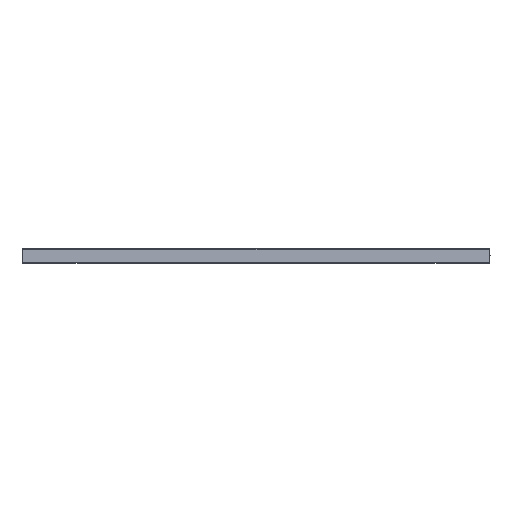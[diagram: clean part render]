
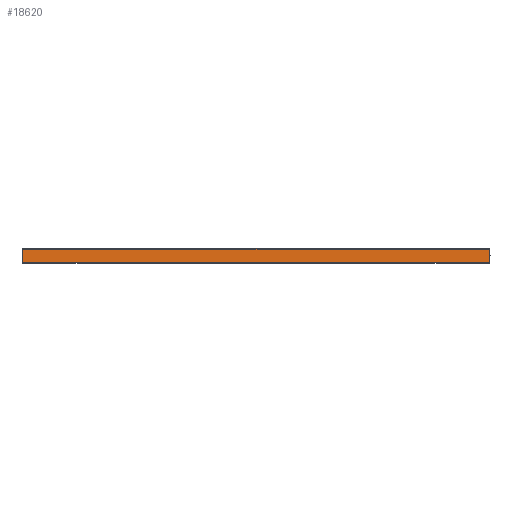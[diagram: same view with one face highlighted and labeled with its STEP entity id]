
A CAD part, top view. The second image highlights one B-rep face of the part: STEP entity #18620.
In plain terms, the highlighted planar face has unit normal (0, 0.035, 0.999).
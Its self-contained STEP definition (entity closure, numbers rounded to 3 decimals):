
#1=CARTESIAN_POINT('',(-650.,-1.967,436.172));
#2=CARTESIAN_POINT('',(-646.999,-1.969,436.172));
#3=CARTESIAN_POINT('',(-620.086,-1.989,436.173));
#4=CARTESIAN_POINT('',(-566.752,-2.024,436.174));
#5=CARTESIAN_POINT('',(-516.419,-2.039,436.174));
#6=CARTESIAN_POINT('',(-490.,-2.039,436.174));
#8=CARTESIAN_POINT('',(490.,-2.039,436.174));
#9=CARTESIAN_POINT('',(512.52,-2.039,436.174));
#10=CARTESIAN_POINT('',(557.35,-2.027,436.174));
#11=CARTESIAN_POINT('',(610.683,-1.995,436.173));
#12=CARTESIAN_POINT('',(641.497,-1.973,436.172));
#13=CARTESIAN_POINT('',(650.,-1.967,436.172));
#15=DIRECTION('',(0.,-0.999,0.035));
#16=VECTOR('',#15,38.056);
#17=CARTESIAN_POINT('',(-650.,-1.967,436.172));
#18=LINE('',#17,#16);
#82=DIRECTION('',(1.,0.,0.));
#83=VECTOR('',#82,1300.);
#84=CARTESIAN_POINT('',(-650.,-40.,437.5));
#85=LINE('',#84,#83);
#348=DIRECTION('',(0.,0.999,-0.035));
#349=VECTOR('',#348,38.056);
#350=CARTESIAN_POINT('',(650.,-40.,437.5));
#351=LINE('',#350,#349);
#442=CARTESIAN_POINT('',(490.,-2.039,436.174));
#443=CARTESIAN_POINT('',(480.595,-2.039,436.174));
#444=CARTESIAN_POINT('',(462.266,-2.038,436.174));
#445=CARTESIAN_POINT('',(436.502,-2.036,436.174));
#446=CARTESIAN_POINT('',(411.604,-2.033,436.174));
#447=CARTESIAN_POINT('',(386.59,-2.028,436.174));
#448=CARTESIAN_POINT('',(362.867,-2.023,436.174));
#449=CARTESIAN_POINT('',(338.492,-2.018,436.174));
#450=CARTESIAN_POINT('',(313.269,-2.011,436.173));
#451=CARTESIAN_POINT('',(287.125,-2.004,436.173));
#452=CARTESIAN_POINT('',(258.602,-1.996,436.173));
#453=CARTESIAN_POINT('',(226.769,-1.987,436.173));
#454=CARTESIAN_POINT('',(190.653,-1.977,436.172));
#455=CARTESIAN_POINT('',(149.069,-1.966,436.172));
#456=CARTESIAN_POINT('',(117.09,-1.959,436.172));
#457=CARTESIAN_POINT('',(100.087,-1.955,436.171));
#483=DIRECTION('',(-1.,0.,0.));
#484=VECTOR('',#483,100.087);
#485=CARTESIAN_POINT('',(100.087,-1.955,436.171));
#486=LINE('',#485,#484);
#492=DIRECTION('',(-1.,0.,0.));
#493=VECTOR('',#492,100.087);
#494=CARTESIAN_POINT('',(0.,-1.955,
436.171));
#495=LINE('',#494,#493);
#526=CARTESIAN_POINT('',(-100.087,-1.955,436.171));
#527=CARTESIAN_POINT('',(-143.442,-1.964,436.172));
#528=CARTESIAN_POINT('',(-230.131,-1.983,436.172));
#529=CARTESIAN_POINT('',(-360.102,-2.011,436.173));
#530=CARTESIAN_POINT('',(-446.708,-2.029,436.174));
#531=CARTESIAN_POINT('',(-490.,-2.039,436.174));
#16932=CARTESIAN_POINT('',(-650.,-1.967,436.172));
#16933=CARTESIAN_POINT('',(-650.,-40.,437.5));
#16934=VERTEX_POINT('',#16932);
#16935=VERTEX_POINT('',#16933);
#16936=VERTEX_POINT('',#6);
#16937=VERTEX_POINT('',#526);
#16938=CARTESIAN_POINT('',(0.,-1.955,
436.171));
#16939=VERTEX_POINT('',#16938);
#16940=CARTESIAN_POINT('',(100.087,-1.955,
436.171));
#16941=VERTEX_POINT('',#16940);
#16942=VERTEX_POINT('',#442);
#16943=VERTEX_POINT('',#13);
#16944=CARTESIAN_POINT('',(650.,-40.,437.5));
#16945=VERTEX_POINT('',#16944);
#18595=CARTESIAN_POINT('',(0.,-20.977,436.836));
#18596=DIRECTION('',(0.,0.035,0.999));
#18597=DIRECTION('',(0.,0.999,-0.035));
#18598=AXIS2_PLACEMENT_3D('',#18595,#18596,#18597);
#18599=PLANE('',#18598);
#18601=ORIENTED_EDGE('',*,*,#18600,.F.);
#18603=ORIENTED_EDGE('',*,*,#18602,.T.);
#18605=ORIENTED_EDGE('',*,*,#18604,.F.);
#18607=ORIENTED_EDGE('',*,*,#18606,.F.);
#18609=ORIENTED_EDGE('',*,*,#18608,.F.);
#18611=ORIENTED_EDGE('',*,*,#18610,.F.);
#18613=ORIENTED_EDGE('',*,*,#18612,.T.);
#18615=ORIENTED_EDGE('',*,*,#18614,.F.);
#18617=ORIENTED_EDGE('',*,*,#18616,.F.);
#18618=EDGE_LOOP('',(#18601,#18603,#18605,#18607,#18609,#18611,#18613,#18615,
#18617));
#18619=FACE_OUTER_BOUND('',#18618,.F.);
#18620=ADVANCED_FACE('',(#18619),#18599,.T.);
#7=B_SPLINE_CURVE_WITH_KNOTS('',3,(#1,#2,#3,#4,#5,#6),.UNSPECIFIED.,.F.,.F.,(4,
1,1,4),(0.,0.056,0.505,1.),.UNSPECIFIED.);
#14=B_SPLINE_CURVE_WITH_KNOTS('',3,(#8,#9,#10,#11,#12,#13),.UNSPECIFIED.,.F.,
.F.,(4,1,1,4),(0.,0.422,0.841,1.),.UNSPECIFIED.);
#458=B_SPLINE_CURVE_WITH_KNOTS('',3,(#442,#443,#444,#445,#446,#447,#448,#449,
#450,#451,#452,#453,#454,#455,#456,#457),.UNSPECIFIED.,.F.,.F.,(4,1,1,1,1,1,1,1,
1,1,1,1,1,4),(0.,0.077,0.154,0.231,
0.308,0.385,0.462,0.538,
0.615,0.692,0.769,0.846,
0.923,1.),.UNSPECIFIED.);
#532=B_SPLINE_CURVE_WITH_KNOTS('',3,(#526,#527,#528,#529,#530,#531),
.UNSPECIFIED.,.F.,.F.,(4,1,1,4),(0.,0.333,0.667,1.),
.UNSPECIFIED.);
#18600=EDGE_CURVE('',#16934,#16935,#18,.T.);
#18602=EDGE_CURVE('',#16934,#16936,#7,.T.);
#18604=EDGE_CURVE('',#16937,#16936,#532,.T.);
#18606=EDGE_CURVE('',#16939,#16937,#495,.T.);
#18608=EDGE_CURVE('',#16941,#16939,#486,.T.);
#18610=EDGE_CURVE('',#16942,#16941,#458,.T.);
#18612=EDGE_CURVE('',#16942,#16943,#14,.T.);
#18614=EDGE_CURVE('',#16945,#16943,#351,.T.);
#18616=EDGE_CURVE('',#16935,#16945,#85,.T.);
